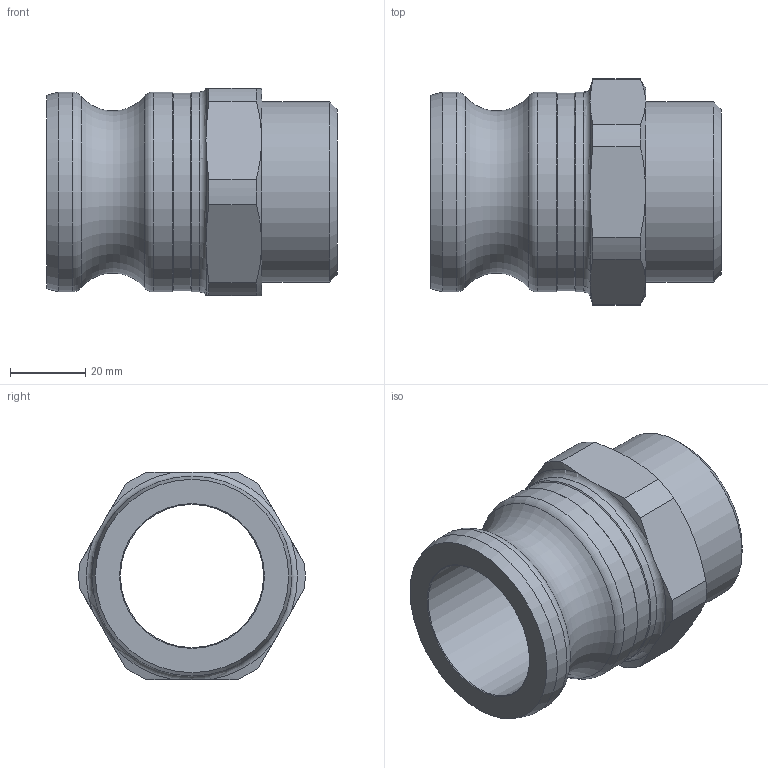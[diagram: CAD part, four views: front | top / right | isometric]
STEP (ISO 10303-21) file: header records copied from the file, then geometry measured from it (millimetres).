
FILE_DESCRIPTION(/* description */ ('AUSSENGEWINDESTECKER G 1.1/2"'),/* implementation_level */ '2;1');
FILE_NAME(/* name */ 'vag_15_42.stp',/* time_stamp */ '2020-04-21T07:04:02+02:00',/* author */ ('ertl'),/* organization */ (''),/* preprocessor_version */ 'ST-DEVELOPER v17',/* originating_system */ 'Autodesk Inventor 2018',/* authorisation */ '69217,95 mm^3');
FILE_SCHEMA (('AUTOMOTIVE_DESIGN { 1 0 10303 214 3 1 1 }'));
Length unit declared in the file: millimetre
Products named in the file (1): 20051008B0000039-00
Bounding box: 77 x 59.96 x 55 mm (x, y, z)
Volume: 69032.5 mm3; surface area: 24324.1 mm2
Topology: 1 solids, 1 shells, 43 faces, 121 edges, 81 vertices
Faces by surface type: cone 18, cylinder 12, plane 9, torus 4
Full cylindrical faces by diameter (mm): 38 x1, 47.803 x1, 52.5 x1, 53 x3
Entity records: 1544 total; most frequent: CARTESIAN_POINT 354, DIRECTION 244, ORIENTED_EDGE 242, EDGE_CURVE 121, AXIS2_PLACEMENT_3D 110, VERTEX_POINT 81, CIRCLE 66, EDGE_LOOP 46
